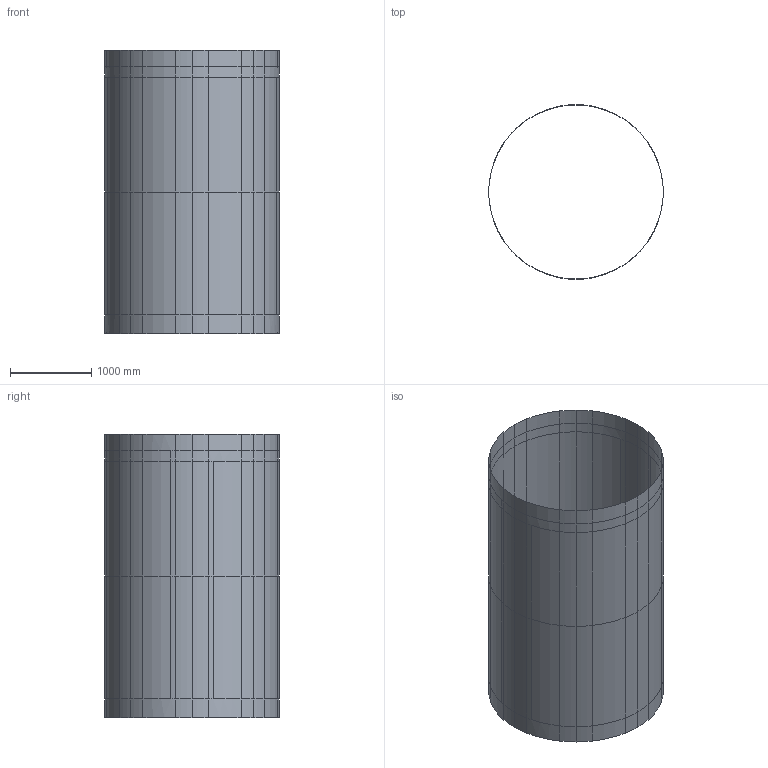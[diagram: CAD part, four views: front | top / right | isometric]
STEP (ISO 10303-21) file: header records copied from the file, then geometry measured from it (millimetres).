
FILE_DESCRIPTION(('STEP AP214'),'1');
FILE_NAME('IS_RFA.stp','2024-12-05T07:40:57',(' '),(' '),'Spatial InterOp 3D',' ',' ');
FILE_SCHEMA(('AUTOMOTIVE_DESIGN { 1 0 10303 214 1 1 1 1 }'));
Length unit declared in the file: millimetre
Products named in the file (1): 1
Bounding box: 2148 x 2148 x 3490 mm (x, y, z)
Surface area: 23551012.2 mm2 (no closed solid volume)
Topology: 0 solids, 1 shells, 129 faces, 286 edges, 157 vertices
Faces by surface type: cylinder 129
Entity records: 3480 total; most frequent: DIRECTION 703, CARTESIAN_POINT 573, ORIENTED_EDGE 524, AXIS2_PLACEMENT_3D 287, EDGE_CURVE 286, VERTEX_POINT 157, CIRCLE 157, FACE_SURFACE 129
